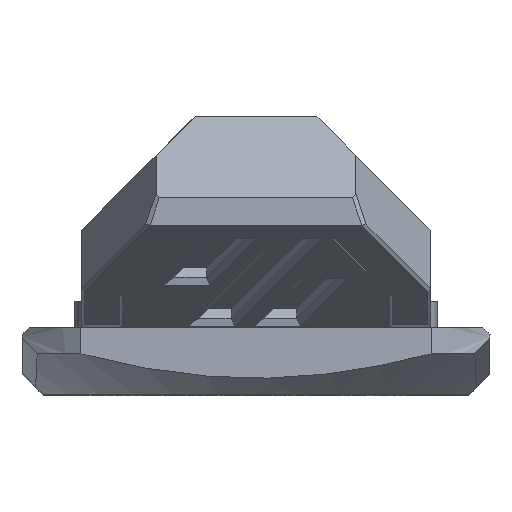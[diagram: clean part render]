
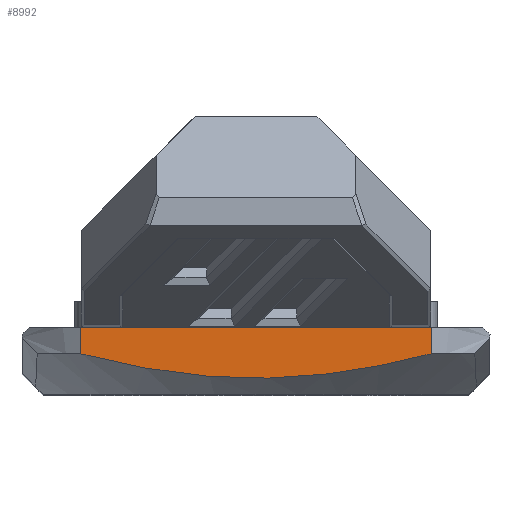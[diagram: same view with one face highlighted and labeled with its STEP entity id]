
A CAD part, top view. The second image highlights one B-rep face of the part: STEP entity #8992.
In plain terms, the highlighted planar face has unit normal (0, 0, 1).
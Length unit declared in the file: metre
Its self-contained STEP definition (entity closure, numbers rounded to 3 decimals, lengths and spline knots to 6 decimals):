
#839=B_SPLINE_CURVE_WITH_KNOTS('',3,(#19932,#19933,#19934,#19935,#19936,
#19937),.UNSPECIFIED.,.F.,.F.,(4,1,1,4),(0.,0.012359,
0.018539,0.024718),.UNSPECIFIED.);
#3718=ORIENTED_EDGE('',*,*,#5162,.F.);
#3719=ORIENTED_EDGE('',*,*,#4447,.T.);
#3720=ORIENTED_EDGE('',*,*,#5148,.T.);
#3721=ORIENTED_EDGE('',*,*,#5143,.F.);
#4447=EDGE_CURVE('',#5597,#5596,#6534,.T.);
#5143=EDGE_CURVE('',#6035,#6036,#839,.T.);
#5148=EDGE_CURVE('',#5596,#6036,#6567,.T.);
#5162=EDGE_CURVE('',#5597,#6035,#6573,.T.);
#5596=VERTEX_POINT('',#13207);
#5597=VERTEX_POINT('',#13209);
#6035=VERTEX_POINT('',#19931);
#6036=VERTEX_POINT('',#19938);
#6534=LINE('',#13208,#7076);
#6567=LINE('',#19958,#7109);
#6573=LINE('',#20007,#7115);
#7076=VECTOR('',#10842,1.);
#7109=VECTOR('',#11523,1.);
#7115=VECTOR('',#11543,1.);
#7685=EDGE_LOOP('',(#3718,#3719,#3720,#3721));
#8253=FACE_BOUND('',#7685,.T.);
#8477=PLANE('',#9712);
#8992=ADVANCED_FACE('',(#8253),#8477,.F.);
#9712=AXIS2_PLACEMENT_3D('',#20008,#11544,#11545);
#10842=DIRECTION('',(-1.,0.,0.));
#11523=DIRECTION('',(0.,-1.,0.));
#11543=DIRECTION('',(0.,-1.,0.));
#11544=DIRECTION('',(0.,0.,-1.));
#11545=DIRECTION('',(-1.,0.,0.));
#13207=CARTESIAN_POINT('',(-0.012316,-0.029827,0.033304));
#13208=CARTESIAN_POINT('',(0.,-0.029827,0.033304));
#13209=CARTESIAN_POINT('',(0.012316,-0.029827,0.033304));
#19931=CARTESIAN_POINT('',(0.012316,-0.031687,0.033304));
#19932=CARTESIAN_POINT('',(0.012316,-0.031687,0.033304));
#19933=CARTESIAN_POINT('',(0.008275,-0.032734,0.033304));
#19934=CARTESIAN_POINT('',(0.002176,-0.033735,0.033304));
#19935=CARTESIAN_POINT('',(-0.006195,-0.033087,0.033304));
#19936=CARTESIAN_POINT('',(-0.010287,-0.032213,0.033304));
#19937=CARTESIAN_POINT('',(-0.012316,-0.031687,0.033304));
#19938=CARTESIAN_POINT('',(-0.012316,-0.031687,0.033304));
#19958=CARTESIAN_POINT('',(-0.012316,-0.029827,0.033304));
#20007=CARTESIAN_POINT('',(0.012316,-0.029827,0.033304));
#20008=CARTESIAN_POINT('',(0.,-0.030827,0.033304));
